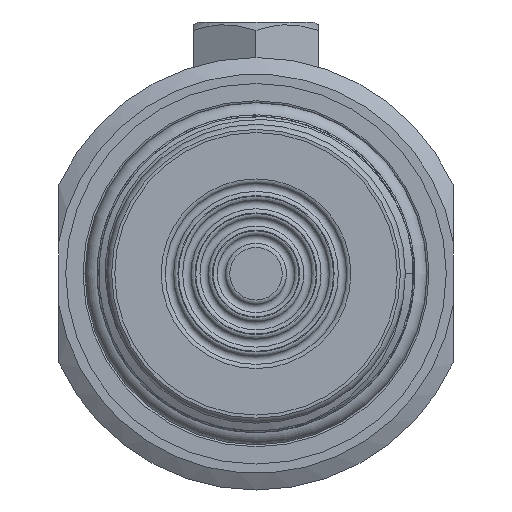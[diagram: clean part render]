
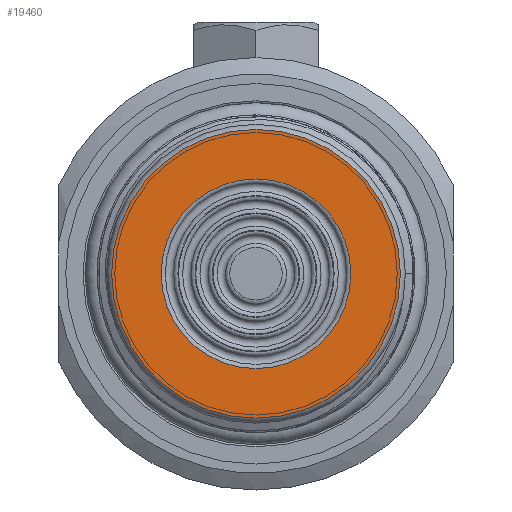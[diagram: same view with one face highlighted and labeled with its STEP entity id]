
A CAD part, left-side view. The second image highlights one B-rep face of the part: STEP entity #19460.
In plain terms, the highlighted planar face has unit normal (-1, 0, 0).
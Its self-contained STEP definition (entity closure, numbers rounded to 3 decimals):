
#265=FACE_BOUND('',#3175,.T.);
#938=PLANE('',#20791);
#2023=FACE_OUTER_BOUND('',#3174,.T.);
#3174=EDGE_LOOP('',(#17906));
#3175=EDGE_LOOP('',(#17907));
#3864=CIRCLE('',#20792,15.025);
#3865=CIRCLE('',#20793,9.866);
#9055=VERTEX_POINT('',#59411);
#9056=VERTEX_POINT('',#59413);
#12014=EDGE_CURVE('',#9055,#9055,#3864,.T.);
#12015=EDGE_CURVE('',#9056,#9056,#3865,.T.);
#17906=ORIENTED_EDGE('',*,*,#12014,.F.);
#17907=ORIENTED_EDGE('',*,*,#12015,.T.);
#19460=ADVANCED_FACE('',(#2023,#265),#938,.T.);
#20791=AXIS2_PLACEMENT_3D('',#59410,#24243,#24244);
#20792=AXIS2_PLACEMENT_3D('',#59412,#24245,#24246);
#20793=AXIS2_PLACEMENT_3D('',#59414,#24247,#24248);
#24243=DIRECTION('center_axis',(-1.,0.,0.));
#24244=DIRECTION('ref_axis',(0.,0.,1.));
#24245=DIRECTION('center_axis',(1.,0.,0.));
#24246=DIRECTION('ref_axis',(0.,0.,-1.));
#24247=DIRECTION('center_axis',(1.,0.,0.));
#24248=DIRECTION('ref_axis',(0.,0.,-1.));
#59410=CARTESIAN_POINT('Origin',(0.,15.025,0.));
#59411=CARTESIAN_POINT('',(0.,-15.025,0.));
#59412=CARTESIAN_POINT('Origin',(0.,0.,0.));
#59413=CARTESIAN_POINT('',(0.,0.,9.866));
#59414=CARTESIAN_POINT('Origin',(0.,0.,0.));
